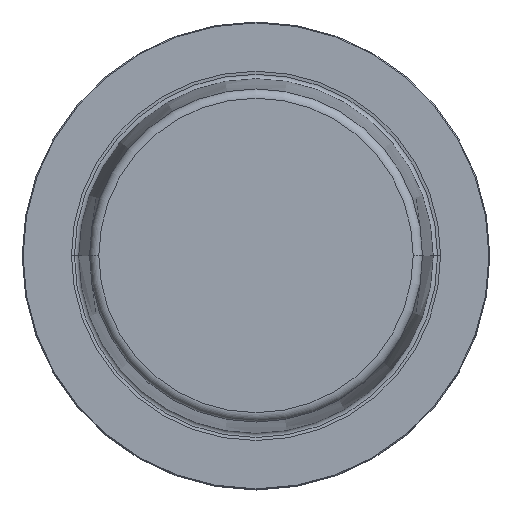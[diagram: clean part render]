
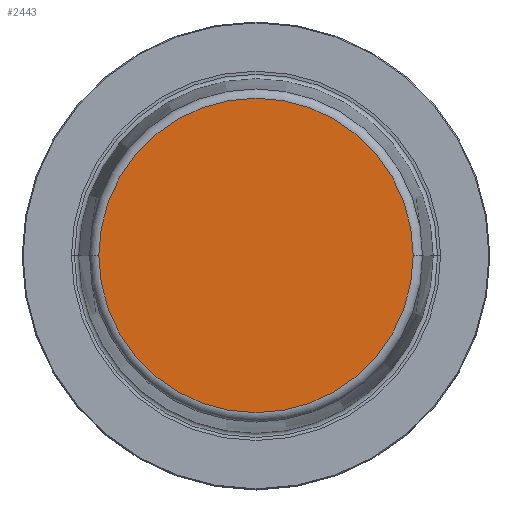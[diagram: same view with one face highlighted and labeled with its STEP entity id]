
A CAD part, top view. The second image highlights one B-rep face of the part: STEP entity #2443.
In plain terms, the highlighted planar face has unit normal (0, 0, 1).
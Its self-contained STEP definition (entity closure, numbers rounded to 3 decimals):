
#1652=CARTESIAN_POINT('',(0.,0.,49.9));
#1653=DIRECTION('',(0.,0.,1.));
#1654=DIRECTION('',(1.,0.,0.));
#1655=AXIS2_PLACEMENT_3D('',#1652,#1653,#1654);
#1660=CARTESIAN_POINT('',(0.,0.,49.9));
#1661=DIRECTION('',(0.,0.,-1.));
#1662=DIRECTION('',(1.,0.,0.));
#1663=AXIS2_PLACEMENT_3D('',#1660,#1661,#1662);
#2012=CARTESIAN_POINT('',(33.605,0.,49.9));
#2013=VERTEX_POINT('',#2012);
#2028=CARTESIAN_POINT('',(-33.605,0.,49.9));
#2029=VERTEX_POINT('',#2028);
#2434=CARTESIAN_POINT('',(0.,0.,49.9));
#2435=DIRECTION('',(0.,0.,-1.));
#2436=DIRECTION('',(-1.,0.,0.));
#2437=AXIS2_PLACEMENT_3D('',#2434,#2435,#2436);
#2438=PLANE('',#2437);
#2439=ORIENTED_EDGE('',*,*,#2427,.F.);
#2440=ORIENTED_EDGE('',*,*,#2416,.T.);
#2441=EDGE_LOOP('',(#2439,#2440));
#2442=FACE_OUTER_BOUND('',#2441,.F.);
#2443=ADVANCED_FACE('',(#2442),#2438,.F.);
#1656=CIRCLE('',#1655,33.605);
#1664=CIRCLE('',#1663,33.605);
#2416=EDGE_CURVE('',#2013,#2029,#1664,.T.);
#2427=EDGE_CURVE('',#2013,#2029,#1656,.T.);
